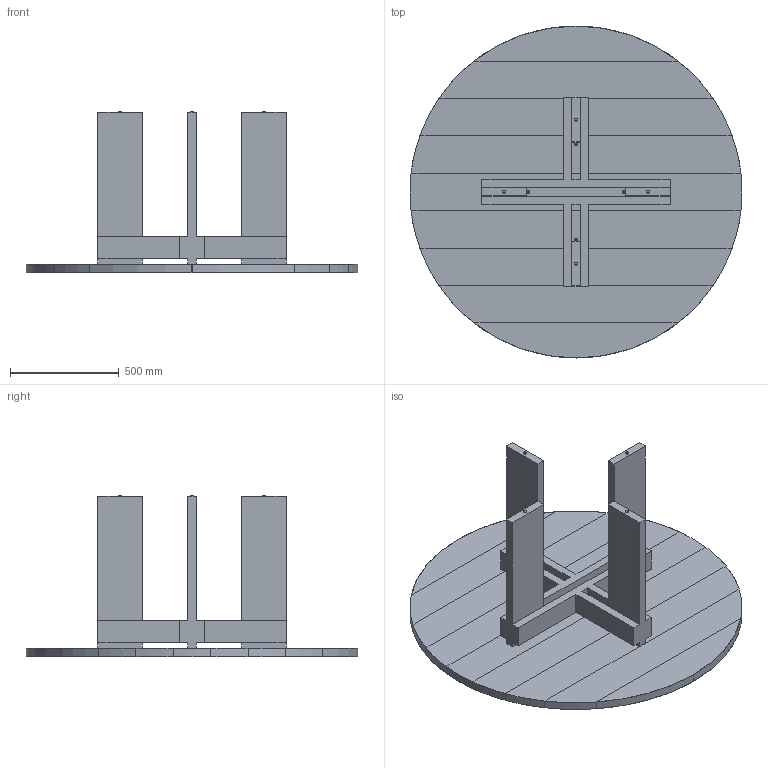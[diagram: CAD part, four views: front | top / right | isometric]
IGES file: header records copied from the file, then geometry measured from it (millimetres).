
Start section: SolidWorks IGES file using analytic representation for surfaces
Global section: file name: Chapter Table 60in PnG (Solid Body).IGS; native system: SolidWorks 2021; preprocessor: SolidWorks 2021; author: dum; date: 210720.163856; units: inch
Bounding box: 1524 x 1524 x 739.77 mm (x, y, z)
Surface area: 6617898.5 mm2 (no closed solid volume)
Topology: 0 solids, 0 shells, 204 faces, 2444 edges, 2444 vertices
Faces by surface type: bspline 134, revolution 70
